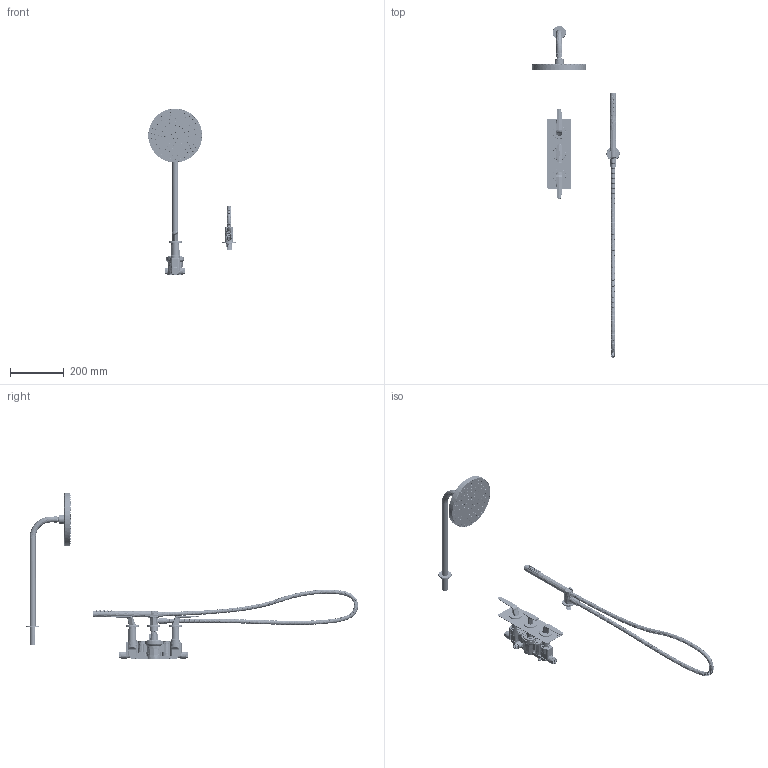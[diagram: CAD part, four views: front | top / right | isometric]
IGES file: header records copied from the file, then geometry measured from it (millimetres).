
Global section: file name: T20B2ACTL; native system: Autodesk Inventor 2023; preprocessor: unknown; author: rclarke; date: 20230509.140323; units: millimetre
Bounding box: 324.75 x 1233.49 x 619.95 mm (x, y, z)
Volume: 1698047 mm3; surface area: 751161.1 mm2
Topology: 99 solids, 115 shells, 8128 faces, 22321 edges, 15240 vertices
Faces by surface type: bspline 8128
